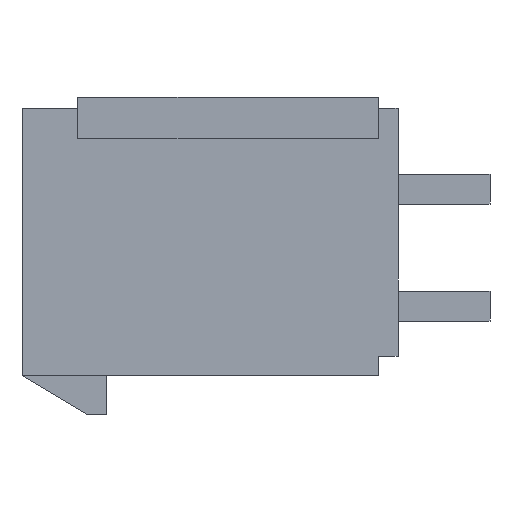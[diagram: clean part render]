
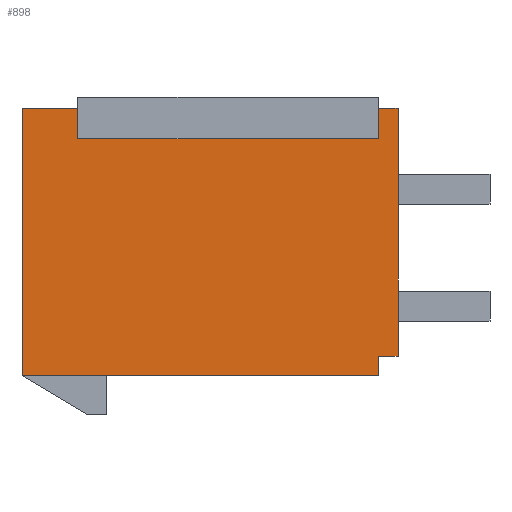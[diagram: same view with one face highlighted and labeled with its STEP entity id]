
A CAD part, left-side view. The second image highlights one B-rep face of the part: STEP entity #898.
In plain terms, the highlighted planar face has unit normal (-1, 0, 0).
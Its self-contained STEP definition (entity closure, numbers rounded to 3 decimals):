
#1=DIRECTION('',(0.,0.,-1.));
#2=VECTOR('',#1,1.1);
#3=CARTESIAN_POINT('',(-2.7,0.7,4.8));
#4=LINE('',#3,#2);
#5=DIRECTION('',(0.,-1.,0.));
#6=VECTOR('',#5,0.7);
#7=CARTESIAN_POINT('',(-2.7,0.7,4.8));
#8=LINE('',#7,#6);
#9=DIRECTION('',(0.,0.,-1.));
#10=VECTOR('',#9,8.9);
#11=CARTESIAN_POINT('',(-2.7,0.,4.8));
#12=LINE('',#11,#10);
#13=DIRECTION('',(0.,1.,0.));
#14=VECTOR('',#13,0.7);
#15=CARTESIAN_POINT('',(-2.7,0.,-4.1));
#16=LINE('',#15,#14);
#17=DIRECTION('',(0.,0.,1.));
#18=VECTOR('',#17,0.7);
#19=CARTESIAN_POINT('',(-2.7,0.7,-4.8));
#20=LINE('',#19,#18);
#21=DIRECTION('',(0.,1.,0.));
#22=VECTOR('',#21,12.8);
#23=CARTESIAN_POINT('',(-2.7,0.7,-4.8));
#24=LINE('',#23,#22);
#25=DIRECTION('',(0.,0.,1.));
#26=VECTOR('',#25,9.6);
#27=CARTESIAN_POINT('',(-2.7,13.5,-4.8));
#28=LINE('',#27,#26);
#29=DIRECTION('',(0.,-1.,0.));
#30=VECTOR('',#29,2.);
#31=CARTESIAN_POINT('',(-2.7,13.5,4.8));
#32=LINE('',#31,#30);
#33=DIRECTION('',(0.,0.,-1.));
#34=VECTOR('',#33,1.1);
#35=CARTESIAN_POINT('',(-2.7,11.5,4.8));
#36=LINE('',#35,#34);
#37=DIRECTION('',(0.,1.,0.));
#38=VECTOR('',#37,10.8);
#39=CARTESIAN_POINT('',(-2.7,0.7,3.7));
#40=LINE('',#39,#38);
#655=CARTESIAN_POINT('',(-2.7,13.5,-4.8));
#656=CARTESIAN_POINT('',(-2.7,13.5,4.8));
#657=VERTEX_POINT('',#655);
#658=VERTEX_POINT('',#656);
#787=CARTESIAN_POINT('',(-2.7,0.,4.8));
#788=VERTEX_POINT('',#787);
#799=CARTESIAN_POINT('',(-2.7,0.7,-4.8));
#800=CARTESIAN_POINT('',(-2.7,0.7,-4.1));
#801=VERTEX_POINT('',#799);
#802=VERTEX_POINT('',#800);
#803=CARTESIAN_POINT('',(-2.7,0.,-4.1));
#804=VERTEX_POINT('',#803);
#843=CARTESIAN_POINT('',(-2.7,0.7,4.8));
#844=CARTESIAN_POINT('',(-2.7,0.7,3.7));
#845=VERTEX_POINT('',#843);
#846=VERTEX_POINT('',#844);
#847=CARTESIAN_POINT('',(-2.7,11.5,4.8));
#848=CARTESIAN_POINT('',(-2.7,11.5,3.7));
#849=VERTEX_POINT('',#847);
#850=VERTEX_POINT('',#848);
#871=CARTESIAN_POINT('',(-2.7,0.,0.));
#872=DIRECTION('',(1.,0.,0.));
#873=DIRECTION('',(0.,0.,-1.));
#874=AXIS2_PLACEMENT_3D('',#871,#872,#873);
#875=PLANE('',#874);
#877=ORIENTED_EDGE('',*,*,#876,.F.);
#879=ORIENTED_EDGE('',*,*,#878,.T.);
#881=ORIENTED_EDGE('',*,*,#880,.T.);
#883=ORIENTED_EDGE('',*,*,#882,.T.);
#885=ORIENTED_EDGE('',*,*,#884,.F.);
#887=ORIENTED_EDGE('',*,*,#886,.T.);
#889=ORIENTED_EDGE('',*,*,#888,.T.);
#891=ORIENTED_EDGE('',*,*,#890,.T.);
#893=ORIENTED_EDGE('',*,*,#892,.T.);
#895=ORIENTED_EDGE('',*,*,#894,.F.);
#896=EDGE_LOOP('',(#877,#879,#881,#883,#885,#887,#889,#891,#893,#895));
#897=FACE_OUTER_BOUND('',#896,.F.);
#898=ADVANCED_FACE('',(#897),#875,.F.);
#876=EDGE_CURVE('',#845,#846,#4,.T.);
#878=EDGE_CURVE('',#845,#788,#8,.T.);
#880=EDGE_CURVE('',#788,#804,#12,.T.);
#882=EDGE_CURVE('',#804,#802,#16,.T.);
#884=EDGE_CURVE('',#801,#802,#20,.T.);
#886=EDGE_CURVE('',#801,#657,#24,.T.);
#888=EDGE_CURVE('',#657,#658,#28,.T.);
#890=EDGE_CURVE('',#658,#849,#32,.T.);
#892=EDGE_CURVE('',#849,#850,#36,.T.);
#894=EDGE_CURVE('',#846,#850,#40,.T.);
